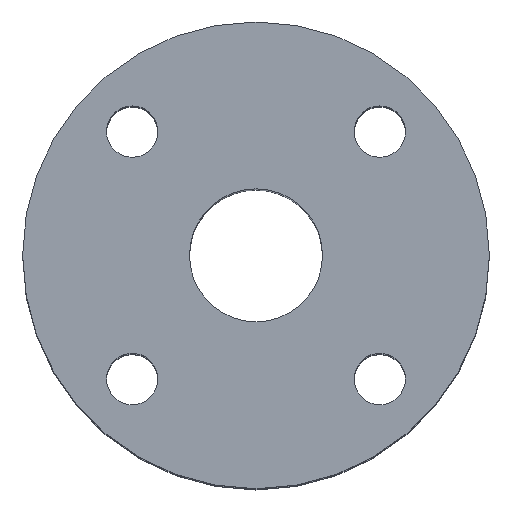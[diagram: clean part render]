
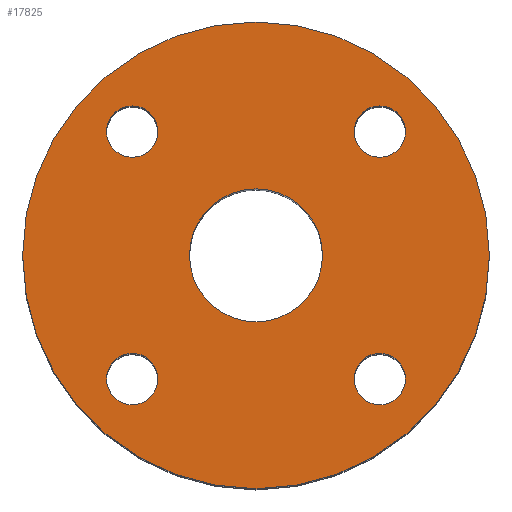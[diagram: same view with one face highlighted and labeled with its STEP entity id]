
A CAD part, top view. The second image highlights one B-rep face of the part: STEP entity #17825.
In plain terms, the highlighted planar face has unit normal (0, 0, 1).
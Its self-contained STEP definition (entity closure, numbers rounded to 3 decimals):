
#6 = CARTESIAN_POINT ( 'NONE',  ( 0., 0., 0. ) ) ;
#192 = DIRECTION ( 'NONE',  ( 0., 0., 1. ) ) ;
#330 = ORIENTED_EDGE ( 'NONE', *, *, #7577, .T. ) ;
#829 = AXIS2_PLACEMENT_3D ( 'NONE', #9400, #192, #9550 ) ;
#863 = EDGE_CURVE ( 'NONE', #19955, #17165, #22012, .T. ) ;
#876 = DIRECTION ( 'NONE',  ( 0., 0., 1. ) ) ;
#1647 = AXIS2_PLACEMENT_3D ( 'NONE', #26481, #14802, #14649 ) ;
#1839 = CARTESIAN_POINT ( 'NONE',  ( 21.017, 26.517, 0. ) ) ;
#1852 = EDGE_CURVE ( 'NONE', #12745, #24086, #27585, .T. ) ;
#2487 = CARTESIAN_POINT ( 'NONE',  ( -26.517, -26.517, 0. ) ) ;
#2518 = AXIS2_PLACEMENT_3D ( 'NONE', #12696, #876, #18033 ) ;
#2557 = CIRCLE ( 'NONE', #12821, 5.5 ) ;
#2823 = FACE_OUTER_BOUND ( 'NONE', #12014, .T. ) ;
#3723 = DIRECTION ( 'NONE',  ( 1., 0., 0. ) ) ;
#3808 = CIRCLE ( 'NONE', #30356, 14.25 ) ;
#3866 = VERTEX_POINT ( 'NONE', #6308 ) ;
#4053 = CARTESIAN_POINT ( 'NONE',  ( -26.517, 26.517, 0. ) ) ;
#4142 = EDGE_CURVE ( 'NONE', #9356, #28409, #23467, .T. ) ;
#4353 = ORIENTED_EDGE ( 'NONE', *, *, #863, .F. ) ;
#4525 = VERTEX_POINT ( 'NONE', #6042 ) ;
#4610 = CIRCLE ( 'NONE', #25734, 5.5 ) ;
#5075 = DIRECTION ( 'NONE',  ( 0., 0., 1. ) ) ;
#6042 = CARTESIAN_POINT ( 'NONE',  ( 50., 0., 0. ) ) ;
#6199 = CARTESIAN_POINT ( 'NONE',  ( -32.017, -26.517, 0. ) ) ;
#6284 = CARTESIAN_POINT ( 'NONE',  ( 0., 0., 0. ) ) ;
#6308 = CARTESIAN_POINT ( 'NONE',  ( -50., 0., 0. ) ) ;
#6952 = AXIS2_PLACEMENT_3D ( 'NONE', #4053, #9128, #11123 ) ;
#7237 = DIRECTION ( 'NONE',  ( -1., 0., 0. ) ) ;
#7352 = DIRECTION ( 'NONE',  ( 0., 0., 1. ) ) ;
#7430 = PLANE ( 'NONE',  #1647 ) ;
#7577 = EDGE_CURVE ( 'NONE', #3866, #4525, #29392, .T. ) ;
#8239 = AXIS2_PLACEMENT_3D ( 'NONE', #10888, #13344, #8268 ) ;
#8268 = DIRECTION ( 'NONE',  ( 1., 0., 0. ) ) ;
#8592 = DIRECTION ( 'NONE',  ( 1., 0., 0. ) ) ;
#8800 = CARTESIAN_POINT ( 'NONE',  ( 0., 0., 0. ) ) ;
#9118 = EDGE_LOOP ( 'NONE', ( #9188, #27228 ) ) ;
#9128 = DIRECTION ( 'NONE',  ( 0., 0., 1. ) ) ;
#9188 = ORIENTED_EDGE ( 'NONE', *, *, #21442, .F. ) ;
#9356 = VERTEX_POINT ( 'NONE', #1839 ) ;
#9400 = CARTESIAN_POINT ( 'NONE',  ( -26.517, 26.517, 0. ) ) ;
#9509 = CARTESIAN_POINT ( 'NONE',  ( 26.517, 26.517, 0. ) ) ;
#9550 = DIRECTION ( 'NONE',  ( 0., 1., 0. ) ) ;
#9736 = FACE_BOUND ( 'NONE', #12146, .T. ) ;
#10652 = DIRECTION ( 'NONE',  ( 0., 0., 1. ) ) ;
#10742 = AXIS2_PLACEMENT_3D ( 'NONE', #26948, #10652, #18186 ) ;
#10888 = CARTESIAN_POINT ( 'NONE',  ( 26.517, 26.517, 0. ) ) ;
#11123 = DIRECTION ( 'NONE',  ( 0., 1., 0. ) ) ;
#11367 = VERTEX_POINT ( 'NONE', #13442 ) ;
#11526 = DIRECTION ( 'NONE',  ( 0., 0., 1. ) ) ;
#11937 = AXIS2_PLACEMENT_3D ( 'NONE', #25904, #16366, #30361 ) ;
#12014 = EDGE_LOOP ( 'NONE', ( #27151, #330 ) ) ;
#12146 = EDGE_LOOP ( 'NONE', ( #21002, #21666 ) ) ;
#12696 = CARTESIAN_POINT ( 'NONE',  ( -26.517, -26.517, 0. ) ) ;
#12745 = VERTEX_POINT ( 'NONE', #23891 ) ;
#12821 = AXIS2_PLACEMENT_3D ( 'NONE', #9509, #11526, #21049 ) ;
#12851 = CIRCLE ( 'NONE', #14337, 50. ) ;
#12864 = EDGE_LOOP ( 'NONE', ( #13119, #28961 ) ) ;
#13119 = ORIENTED_EDGE ( 'NONE', *, *, #20654, .F. ) ;
#13344 = DIRECTION ( 'NONE',  ( 0., 0., 1. ) ) ;
#13442 = CARTESIAN_POINT ( 'NONE',  ( 14.25, 0., 0. ) ) ;
#13457 = DIRECTION ( 'NONE',  ( 0., -1., 0. ) ) ;
#14337 = AXIS2_PLACEMENT_3D ( 'NONE', #6, #7352, #18885 ) ;
#14649 = DIRECTION ( 'NONE',  ( -1., 0., 0. ) ) ;
#14802 = DIRECTION ( 'NONE',  ( 0., 0., -1. ) ) ;
#14985 = EDGE_CURVE ( 'NONE', #15073, #23356, #23619, .T. ) ;
#15029 = CARTESIAN_POINT ( 'NONE',  ( -21.017, -26.517, 0. ) ) ;
#15066 = ORIENTED_EDGE ( 'NONE', *, *, #15759, .F. ) ;
#15073 = VERTEX_POINT ( 'NONE', #6199 ) ;
#15759 = EDGE_CURVE ( 'NONE', #28409, #9356, #2557, .T. ) ;
#15989 = CARTESIAN_POINT ( 'NONE',  ( -21.017, 26.517, 0. ) ) ;
#16366 = DIRECTION ( 'NONE',  ( 0., 0., 1. ) ) ;
#16513 = EDGE_CURVE ( 'NONE', #4525, #3866, #12851, .T. ) ;
#16631 = AXIS2_PLACEMENT_3D ( 'NONE', #28064, #20992, #13457 ) ;
#17165 = VERTEX_POINT ( 'NONE', #28347 ) ;
#17309 = AXIS2_PLACEMENT_3D ( 'NONE', #6284, #29659, #8592 ) ;
#17318 = CARTESIAN_POINT ( 'NONE',  ( -14.25, 0., 0. ) ) ;
#17825 = ADVANCED_FACE ( 'NONE', ( #21865, #9736, #28351, #28497, #28643, #2823 ), #7430, .F. ) ;
#18033 = DIRECTION ( 'NONE',  ( -1., 0., 0. ) ) ;
#18186 = DIRECTION ( 'NONE',  ( 1., 0., 0. ) ) ;
#18745 = EDGE_CURVE ( 'NONE', #23356, #15073, #4610, .T. ) ;
#18767 = EDGE_LOOP ( 'NONE', ( #15066, #25257 ) ) ;
#18885 = DIRECTION ( 'NONE',  ( 1., 0., 0. ) ) ;
#19955 = VERTEX_POINT ( 'NONE', #20870 ) ;
#20166 = DIRECTION ( 'NONE',  ( 0., 0., 1. ) ) ;
#20267 = CIRCLE ( 'NONE', #17309, 14.25 ) ;
#20378 = EDGE_CURVE ( 'NONE', #17165, #19955, #23226, .T. ) ;
#20654 = EDGE_CURVE ( 'NONE', #11367, #23366, #20267, .T. ) ;
#20870 = CARTESIAN_POINT ( 'NONE',  ( 21.017, -26.517, 0. ) ) ;
#20992 = DIRECTION ( 'NONE',  ( 0., 0., 1. ) ) ;
#21002 = ORIENTED_EDGE ( 'NONE', *, *, #18745, .F. ) ;
#21049 = DIRECTION ( 'NONE',  ( 1., 0., 0. ) ) ;
#21442 = EDGE_CURVE ( 'NONE', #24086, #12745, #28798, .T. ) ;
#21666 = ORIENTED_EDGE ( 'NONE', *, *, #14985, .F. ) ;
#21865 = FACE_BOUND ( 'NONE', #27078, .T. ) ;
#22012 = CIRCLE ( 'NONE', #16631, 5.5 ) ;
#23226 = CIRCLE ( 'NONE', #11937, 5.5 ) ;
#23356 = VERTEX_POINT ( 'NONE', #15029 ) ;
#23366 = VERTEX_POINT ( 'NONE', #17318 ) ;
#23467 = CIRCLE ( 'NONE', #8239, 5.5 ) ;
#23619 = CIRCLE ( 'NONE', #2518, 5.5 ) ;
#23891 = CARTESIAN_POINT ( 'NONE',  ( -32.017, 26.517, 0. ) ) ;
#24086 = VERTEX_POINT ( 'NONE', #15989 ) ;
#25257 = ORIENTED_EDGE ( 'NONE', *, *, #4142, .F. ) ;
#25667 = EDGE_CURVE ( 'NONE', #23366, #11367, #3808, .T. ) ;
#25734 = AXIS2_PLACEMENT_3D ( 'NONE', #2487, #5075, #7237 ) ;
#25904 = CARTESIAN_POINT ( 'NONE',  ( 26.517, -26.517, 0. ) ) ;
#26319 = ORIENTED_EDGE ( 'NONE', *, *, #20378, .F. ) ;
#26481 = CARTESIAN_POINT ( 'NONE',  ( 0., 14.25, 0. ) ) ;
#26948 = CARTESIAN_POINT ( 'NONE',  ( 0., 0., 0. ) ) ;
#27078 = EDGE_LOOP ( 'NONE', ( #26319, #4353 ) ) ;
#27151 = ORIENTED_EDGE ( 'NONE', *, *, #16513, .T. ) ;
#27228 = ORIENTED_EDGE ( 'NONE', *, *, #1852, .F. ) ;
#27585 = CIRCLE ( 'NONE', #6952, 5.5 ) ;
#28064 = CARTESIAN_POINT ( 'NONE',  ( 26.517, -26.517, 0. ) ) ;
#28347 = CARTESIAN_POINT ( 'NONE',  ( 32.017, -26.517, 0. ) ) ;
#28351 = FACE_BOUND ( 'NONE', #9118, .T. ) ;
#28409 = VERTEX_POINT ( 'NONE', #28805 ) ;
#28497 = FACE_BOUND ( 'NONE', #18767, .T. ) ;
#28643 = FACE_BOUND ( 'NONE', #12864, .T. ) ;
#28798 = CIRCLE ( 'NONE', #829, 5.5 ) ;
#28805 = CARTESIAN_POINT ( 'NONE',  ( 32.017, 26.517, 0. ) ) ;
#28961 = ORIENTED_EDGE ( 'NONE', *, *, #25667, .F. ) ;
#29392 = CIRCLE ( 'NONE', #10742, 50. ) ;
#29659 = DIRECTION ( 'NONE',  ( 0., 0., 1. ) ) ;
#30356 = AXIS2_PLACEMENT_3D ( 'NONE', #8800, #20166, #3723 ) ;
#30361 = DIRECTION ( 'NONE',  ( 0., -1., 0. ) ) ;
